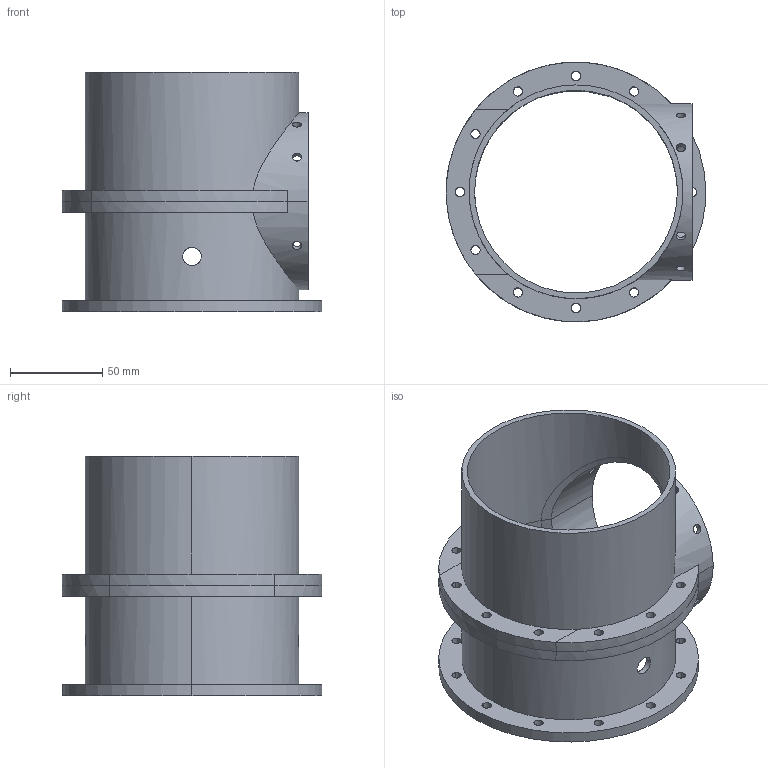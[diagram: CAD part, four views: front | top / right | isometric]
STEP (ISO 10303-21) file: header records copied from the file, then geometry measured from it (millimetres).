
FILE_DESCRIPTION(/* description */ (''),/* implementation_level */ '2;1');
FILE_NAME(/* name */ '固定法~2',/* time_stamp */ '2023-09-02T12:56:52+08:00',/* author */ (''),/* organization */ (''),/* preprocessor_version */ 'ST-DEVELOPER v16.5',/* originating_system */ '',/* authorisation */ '');
FILE_SCHEMA (('CONFIG_CONTROL_DESIGN'));
Length unit declared in the file: millimetre
Products named in the file (1): Document
Bounding box: 141 x 140.96 x 130 mm (x, y, z)
Volume: 201485.4 mm3; surface area: 119817.1 mm2
Topology: 2 solids, 2 shells, 114 faces, 327 edges, 217 vertices
Faces by surface type: cylinder 100, plane 14
Entity records: 4566 total; most frequent: CARTESIAN_POINT 2369, ORIENTED_EDGE 650, EDGE_CURVE 325, VERTEX_POINT 215, EDGE_LOOP 194, DIRECTION 118, AXIS2_PLACEMENT_3D 115, ADVANCED_FACE 114
